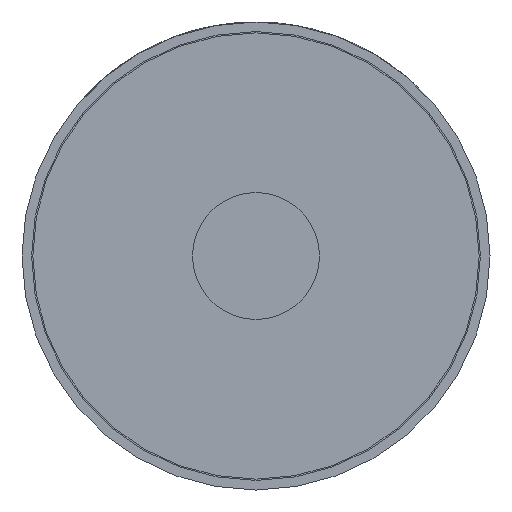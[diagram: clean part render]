
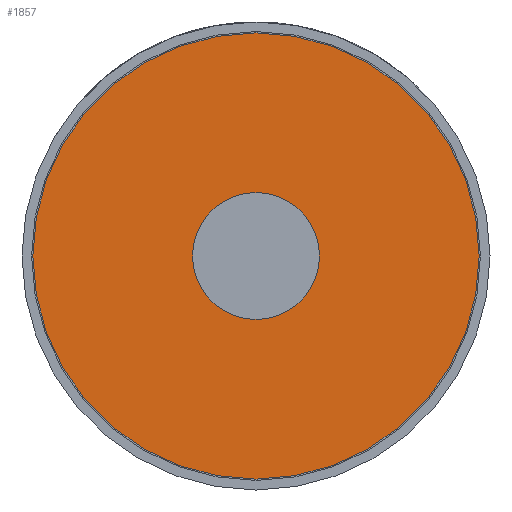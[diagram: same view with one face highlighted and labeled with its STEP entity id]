
A CAD part, front view. The second image highlights one B-rep face of the part: STEP entity #1857.
In plain terms, the highlighted planar face has unit normal (0, -1, 0).
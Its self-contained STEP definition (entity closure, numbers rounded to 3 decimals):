
#65 = DIRECTION ( 'NONE',  ( 0., -1., 0. ) ) ;
#569 = CIRCLE ( 'NONE', #2342, 1.74 ) ;
#798 = ORIENTED_EDGE ( 'NONE', *, *, #1545, .T. ) ;
#1136 = EDGE_CURVE ( 'Defeature ausgef�hrt1_4+Defeature ausgef�hrt1_5+Defeature ausgef�hrt1_5+Defeature ausgef�hrt1_5', #2552, #3861, #2864, .T. ) ;
#1181 = FACE_BOUND ( 'NONE', #1319, .T. ) ;
#1184 = AXIS2_PLACEMENT_3D ( 'NONE', #3934, #1270, #1711 ) ;
#1270 = DIRECTION ( 'NONE',  ( 0., 1., 0. ) ) ;
#1319 = EDGE_LOOP ( 'NONE', ( #1812, #4256 ) ) ;
#1352 = PLANE ( 'NONE',  #4612 ) ;
#1417 = CARTESIAN_POINT ( 'NONE',  ( 0.037, 0.053, 0.37 ) ) ;
#1545 = EDGE_CURVE ( 'Defeature ausgef�hrt1_4+Defeature ausgef�hrt1_5+Defeature ausgef�hrt1_5+Defeature ausgef�hrt1_5', #3861, #2552, #569, .T. ) ;
#1711 = DIRECTION ( 'NONE',  ( 0., 0., 1. ) ) ;
#1782 = AXIS2_PLACEMENT_3D ( 'NONE', #3103, #4445, #3555 ) ;
#1812 = ORIENTED_EDGE ( 'NONE', *, *, #2580, .T. ) ;
#1857 = ADVANCED_FACE ( 'Defeature ausgef�hrt1_4', ( #1181, #3500 ), #1352, .T. ) ;
#1945 = CIRCLE ( 'NONE', #1184, 0.37 ) ;
#2179 = CARTESIAN_POINT ( 'NONE',  ( 0.037, 0.053, 1.74 ) ) ;
#2288 = EDGE_CURVE ( 'Defeature ausgef�hrt1_4+Defeature ausgef�hrt1_14+Defeature ausgef�hrt1_14+Defeature ausgef�hrt1_14', #3782, #3152, #1945, .T. ) ;
#2342 = AXIS2_PLACEMENT_3D ( 'NONE', #5432, #3222, #2732 ) ;
#2531 = AXIS2_PLACEMENT_3D ( 'NONE', #3610, #4878, #2715 ) ;
#2552 = VERTEX_POINT ( 'NONE', #2179 ) ;
#2580 = EDGE_CURVE ( 'Defeature ausgef�hrt1_4+Defeature ausgef�hrt1_14+Defeature ausgef�hrt1_14+Defeature ausgef�hrt1_14', #3152, #3782, #5270, .T. ) ;
#2715 = DIRECTION ( 'NONE',  ( 0., 0., -1. ) ) ;
#2732 = DIRECTION ( 'NONE',  ( 0., 0., -1. ) ) ;
#2864 = CIRCLE ( 'NONE', #2531, 1.74 ) ;
#3103 = CARTESIAN_POINT ( 'NONE',  ( 0.037, 0.053, 0. ) ) ;
#3152 = VERTEX_POINT ( 'NONE', #1417 ) ;
#3222 = DIRECTION ( 'NONE',  ( 0., -1., 0. ) ) ;
#3251 = CARTESIAN_POINT ( 'NONE',  ( 0.037, 0.053, -0.37 ) ) ;
#3325 = CARTESIAN_POINT ( 'NONE',  ( 0.037, 0.053, -1.74 ) ) ;
#3500 = FACE_OUTER_BOUND ( 'NONE', #4977, .T. ) ;
#3555 = DIRECTION ( 'NONE',  ( 0., 0., 1. ) ) ;
#3610 = CARTESIAN_POINT ( 'NONE',  ( 0.037, 0.053, 0. ) ) ;
#3782 = VERTEX_POINT ( 'NONE', #3251 ) ;
#3861 = VERTEX_POINT ( 'NONE', #3325 ) ;
#3934 = CARTESIAN_POINT ( 'NONE',  ( 0.037, 0.053, 0. ) ) ;
#4256 = ORIENTED_EDGE ( 'NONE', *, *, #2288, .T. ) ;
#4445 = DIRECTION ( 'NONE',  ( 0., 1., 0. ) ) ;
#4466 = CARTESIAN_POINT ( 'NONE',  ( 0.037, 0.053, 0. ) ) ;
#4612 = AXIS2_PLACEMENT_3D ( 'NONE', #4466, #65, #5324 ) ;
#4878 = DIRECTION ( 'NONE',  ( 0., -1., 0. ) ) ;
#4883 = ORIENTED_EDGE ( 'NONE', *, *, #1136, .T. ) ;
#4977 = EDGE_LOOP ( 'NONE', ( #798, #4883 ) ) ;
#5270 = CIRCLE ( 'NONE', #1782, 0.37 ) ;
#5324 = DIRECTION ( 'NONE',  ( 0., 0., -1. ) ) ;
#5432 = CARTESIAN_POINT ( 'NONE',  ( 0.037, 0.053, 0. ) ) ;
